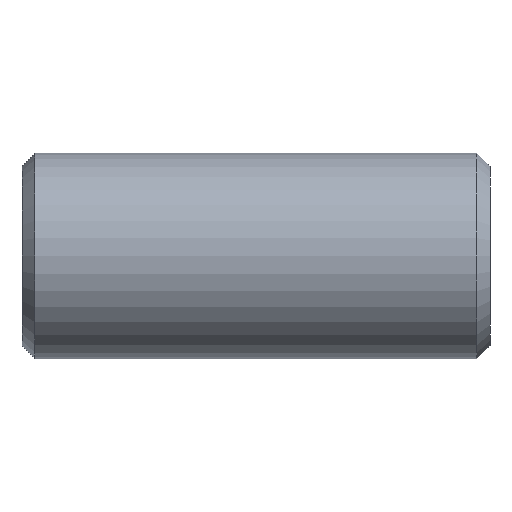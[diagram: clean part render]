
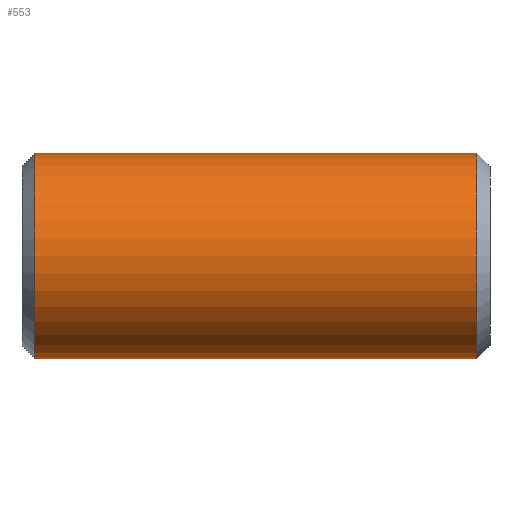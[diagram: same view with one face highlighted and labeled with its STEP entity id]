
A CAD part, front view. The second image highlights one B-rep face of the part: STEP entity #553.
In plain terms, the highlighted cylindrical face has radius 16.764 mm (diameter 33.528 mm), a partial arc.
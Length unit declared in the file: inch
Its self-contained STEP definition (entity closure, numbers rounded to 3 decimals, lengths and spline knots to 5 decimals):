
#5 = LINE ( 'NONE', #193, #289 ) ;
#24 = LINE ( 'NONE', #387, #543 ) ;
#36 = ORIENTED_EDGE ( 'NONE', *, *, #85, .T. ) ;
#37 = CARTESIAN_POINT ( 'NONE',  ( 1.5, 0., 0.66 ) ) ;
#47 = EDGE_CURVE ( 'NONE', #596, #360, #558, .T. ) ;
#84 = AXIS2_PLACEMENT_3D ( 'NONE', #323, #141, #275 ) ;
#85 = EDGE_CURVE ( 'NONE', #321, #586, #550, .T. ) ;
#101 = DIRECTION ( 'NONE',  ( -1., 0., 0. ) ) ;
#112 = ORIENTED_EDGE ( 'NONE', *, *, #535, .T. ) ;
#141 = DIRECTION ( 'NONE',  ( 1., 0., 0. ) ) ;
#142 = CARTESIAN_POINT ( 'NONE',  ( 1.41667, 0., 0. ) ) ;
#192 = AXIS2_PLACEMENT_3D ( 'NONE', #371, #557, #320 ) ;
#193 = CARTESIAN_POINT ( 'NONE',  ( 1.5, 0., 0.66 ) ) ;
#224 = VECTOR ( 'NONE', #556, 39.37008 ) ;
#230 = DIRECTION ( 'NONE',  ( -1., 0., 0. ) ) ;
#232 = EDGE_CURVE ( 'NONE', #321, #596, #24, .T. ) ;
#233 = CYLINDRICAL_SURFACE ( 'NONE', #192, 0.66 ) ;
#250 = VERTEX_POINT ( 'NONE', #561 ) ;
#268 = CARTESIAN_POINT ( 'NONE',  ( 1.41667, 0., -0.66 ) ) ;
#275 = DIRECTION ( 'NONE',  ( 0., 0., 1. ) ) ;
#285 = CARTESIAN_POINT ( 'NONE',  ( 1.5, 0., -0.66 ) ) ;
#289 = VECTOR ( 'NONE', #101, 39.37008 ) ;
#291 = CARTESIAN_POINT ( 'NONE',  ( 1.41667, 0., 0.66 ) ) ;
#298 = EDGE_LOOP ( 'NONE', ( #430, #36, #536, #112, #591, #306 ) ) ;
#306 = ORIENTED_EDGE ( 'NONE', *, *, #47, .F. ) ;
#320 = DIRECTION ( 'NONE',  ( 0., 0., 1. ) ) ;
#321 = VERTEX_POINT ( 'NONE', #268 ) ;
#322 = DIRECTION ( 'NONE',  ( -1., 0., 0. ) ) ;
#323 = CARTESIAN_POINT ( 'NONE',  ( -1.41667, 0., 0. ) ) ;
#344 = VECTOR ( 'NONE', #230, 39.37008 ) ;
#359 = CARTESIAN_POINT ( 'NONE',  ( -1.41667, 0., -0.66 ) ) ;
#360 = VERTEX_POINT ( 'NONE', #359 ) ;
#371 = CARTESIAN_POINT ( 'NONE',  ( 1.5, 0., 0. ) ) ;
#383 = EDGE_CURVE ( 'NONE', #586, #250, #481, .T. ) ;
#387 = CARTESIAN_POINT ( 'NONE',  ( 1.5, 0., -0.66 ) ) ;
#427 = EDGE_CURVE ( 'NONE', #482, #360, #513, .T. ) ;
#430 = ORIENTED_EDGE ( 'NONE', *, *, #232, .F. ) ;
#460 = CARTESIAN_POINT ( 'NONE',  ( -1.41667, 0., 0.66 ) ) ;
#481 = LINE ( 'NONE', #37, #344 ) ;
#482 = VERTEX_POINT ( 'NONE', #460 ) ;
#501 = DIRECTION ( 'NONE',  ( 0., 0., -1. ) ) ;
#511 = AXIS2_PLACEMENT_3D ( 'NONE', #142, #322, #501 ) ;
#513 = CIRCLE ( 'NONE', #84, 0.66 ) ;
#535 = EDGE_CURVE ( 'NONE', #250, #482, #5, .T. ) ;
#536 = ORIENTED_EDGE ( 'NONE', *, *, #383, .T. ) ;
#543 = VECTOR ( 'NONE', #571, 39.37008 ) ;
#546 = FACE_OUTER_BOUND ( 'NONE', #298, .T. ) ;
#550 = CIRCLE ( 'NONE', #511, 0.66 ) ;
#553 = ADVANCED_FACE ( 'NONE', ( #546 ), #233, .T. ) ;
#556 = DIRECTION ( 'NONE',  ( -1., 0., 0. ) ) ;
#557 = DIRECTION ( 'NONE',  ( -1., 0., 0. ) ) ;
#558 = LINE ( 'NONE', #285, #224 ) ;
#559 = CARTESIAN_POINT ( 'NONE',  ( 0., 0., -0.66 ) ) ;
#561 = CARTESIAN_POINT ( 'NONE',  ( 0., 0., 0.66 ) ) ;
#571 = DIRECTION ( 'NONE',  ( -1., 0., 0. ) ) ;
#586 = VERTEX_POINT ( 'NONE', #291 ) ;
#591 = ORIENTED_EDGE ( 'NONE', *, *, #427, .T. ) ;
#596 = VERTEX_POINT ( 'NONE', #559 ) ;
